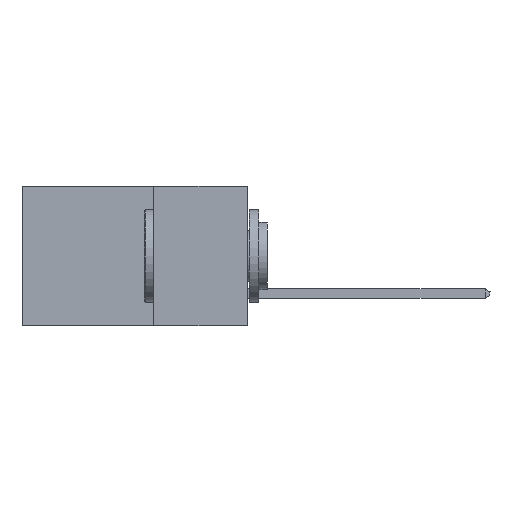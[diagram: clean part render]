
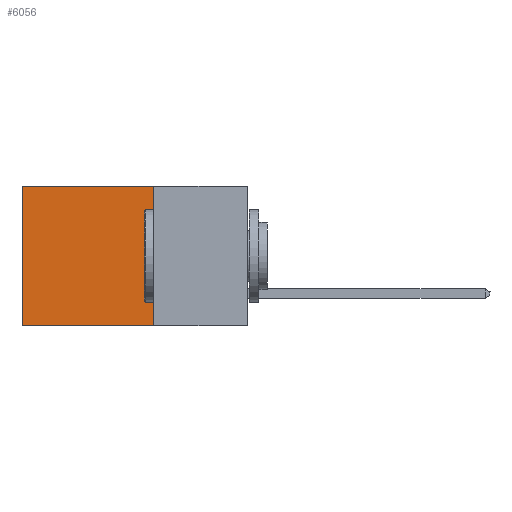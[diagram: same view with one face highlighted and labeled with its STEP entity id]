
A CAD part, left-side view. The second image highlights one B-rep face of the part: STEP entity #6056.
In plain terms, the highlighted planar face has unit normal (-1, 0, 0).
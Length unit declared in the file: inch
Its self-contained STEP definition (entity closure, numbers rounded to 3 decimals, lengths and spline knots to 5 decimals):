
#559 = VERTEX_POINT ( 'NONE', #2245 ) ;
#619 = CARTESIAN_POINT ( 'NONE',  ( 0.2615, 0.25, -0.37 ) ) ;
#716 = CARTESIAN_POINT ( 'NONE',  ( 0.2615, 0.6, -0.37 ) ) ;
#810 = VERTEX_POINT ( 'NONE', #6181 ) ;
#1341 = DIRECTION ( 'NONE',  ( 1., 0., 0. ) ) ;
#1611 = CARTESIAN_POINT ( 'NONE',  ( 0.2615, 0.25, 0. ) ) ;
#2245 = CARTESIAN_POINT ( 'NONE',  ( 0.2615, 0.25, -0.37 ) ) ;
#3189 = LINE ( 'NONE', #619, #14828 ) ;
#4785 = CARTESIAN_POINT ( 'NONE',  ( 0.2615, 0.6, -0.37 ) ) ;
#5331 = ORIENTED_EDGE ( 'NONE', *, *, #8627, .F. ) ;
#5442 = FACE_OUTER_BOUND ( 'NONE', #16080, .T. ) ;
#5445 = CARTESIAN_POINT ( 'NONE',  ( 0.2615, 0.25, -0.37 ) ) ;
#5611 = DIRECTION ( 'NONE',  ( 0., 1., 0. ) ) ;
#5621 = LINE ( 'NONE', #5445, #12429 ) ;
#6056 = ADVANCED_FACE ( 'NONE', ( #5442 ), #13615, .F. ) ;
#6181 = CARTESIAN_POINT ( 'NONE',  ( 0.2615, 0.6, 0. ) ) ;
#6899 = LINE ( 'NONE', #14030, #15549 ) ;
#7237 = VERTEX_POINT ( 'NONE', #1611 ) ;
#8095 = DIRECTION ( 'NONE',  ( 0., 0., -1. ) ) ;
#8627 = EDGE_CURVE ( 'NONE', #7237, #559, #3189, .T. ) ;
#9069 = EDGE_CURVE ( 'NONE', #810, #10028, #15552, .T. ) ;
#9365 = DIRECTION ( 'NONE',  ( 0., 1., 0. ) ) ;
#10028 = VERTEX_POINT ( 'NONE', #716 ) ;
#12429 = VECTOR ( 'NONE', #9365, 39.37008 ) ;
#13142 = VECTOR ( 'NONE', #14121, 39.37008 ) ;
#13339 = ORIENTED_EDGE ( 'NONE', *, *, #15740, .T. ) ;
#13615 = PLANE ( 'NONE',  #13661 ) ;
#13661 = AXIS2_PLACEMENT_3D ( 'NONE', #13877, #1341, #8095 ) ;
#13877 = CARTESIAN_POINT ( 'NONE',  ( 0.2615, 0.25, -0.37 ) ) ;
#14028 = ORIENTED_EDGE ( 'NONE', *, *, #15204, .F. ) ;
#14030 = CARTESIAN_POINT ( 'NONE',  ( 0.2615, 0.25, 0. ) ) ;
#14121 = DIRECTION ( 'NONE',  ( 0., 0., -1. ) ) ;
#14828 = VECTOR ( 'NONE', #16897, 39.37008 ) ;
#15204 = EDGE_CURVE ( 'NONE', #559, #10028, #5621, .T. ) ;
#15549 = VECTOR ( 'NONE', #5611, 39.37008 ) ;
#15552 = LINE ( 'NONE', #4785, #13142 ) ;
#15692 = ORIENTED_EDGE ( 'NONE', *, *, #9069, .T. ) ;
#15740 = EDGE_CURVE ( 'NONE', #7237, #810, #6899, .T. ) ;
#16080 = EDGE_LOOP ( 'NONE', ( #15692, #14028, #5331, #13339 ) ) ;
#16897 = DIRECTION ( 'NONE',  ( 0., 0., -1. ) ) ;
